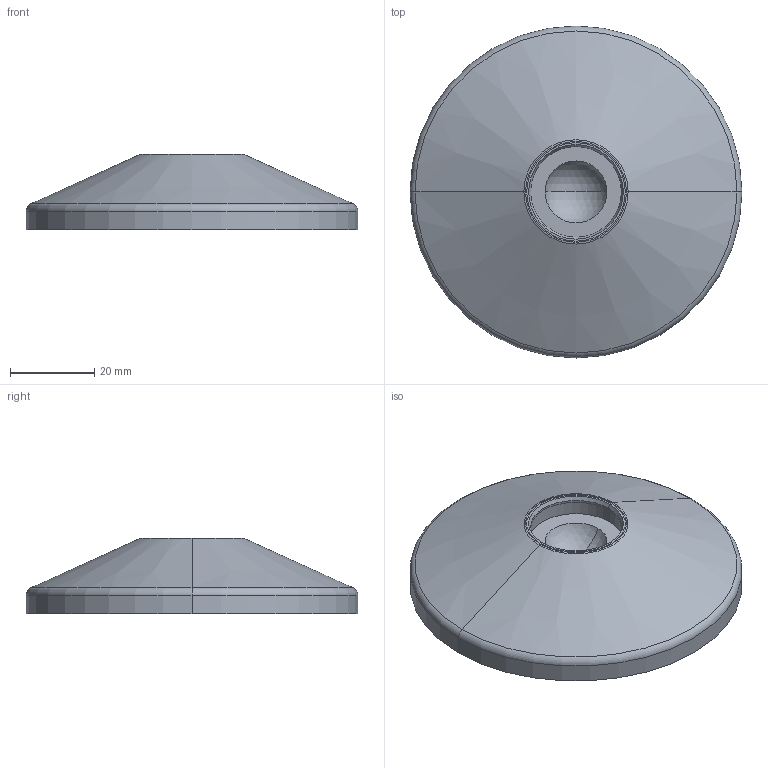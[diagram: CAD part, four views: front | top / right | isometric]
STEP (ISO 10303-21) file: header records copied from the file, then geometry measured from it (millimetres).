
FILE_DESCRIPTION (( 'STEP AP203' ), '1' );
FILE_NAME ('3_842_537_206_Bosch.step', '2024-06-10T08:10:25', ( '' ), ( '' ), 'SwSTEP 2.0', 'SolidWorks 2014', '' );
FILE_SCHEMA (( 'CONFIG_CONTROL_DESIGN' ));
Length unit declared in the file: millimetre
Products named in the file (1): 3_842_537_206_Bosch
Bounding box: 79 x 79 x 18 mm (x, y, z)
Volume: 44405.8 mm3; surface area: 14044.7 mm2
Topology: 1 solids, 1 shells, 27 faces, 52 edges, 33 vertices
Faces by surface type: cylinder 10, plane 7, torus 4, cone 4, sphere 2
Entity records: 781 total; most frequent: DIRECTION 146, CARTESIAN_POINT 113, ORIENTED_EDGE 104, AXIS2_PLACEMENT_3D 66, EDGE_CURVE 52, CIRCLE 38, EDGE_LOOP 33, VERTEX_POINT 33
